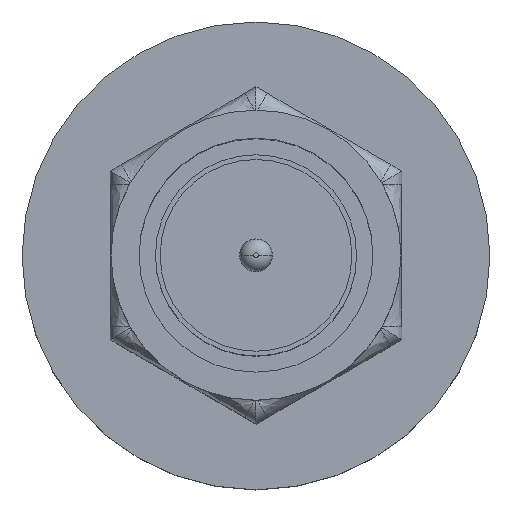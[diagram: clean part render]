
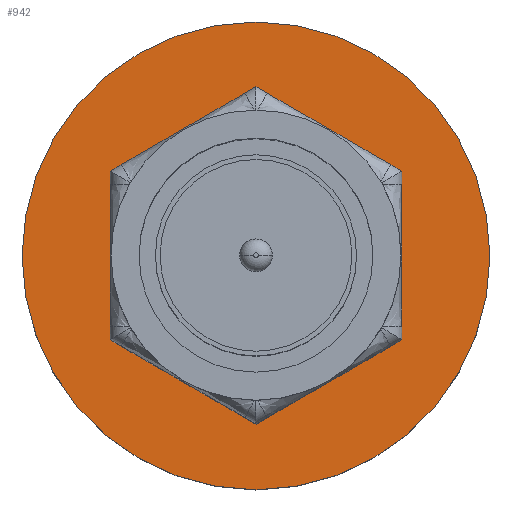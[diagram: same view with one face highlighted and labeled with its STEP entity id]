
A CAD part, top view. The second image highlights one B-rep face of the part: STEP entity #942.
In plain terms, the highlighted planar face has unit normal (0, 0, 1).
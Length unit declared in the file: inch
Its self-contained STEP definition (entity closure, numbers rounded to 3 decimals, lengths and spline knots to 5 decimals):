
#812 = ORIENTED_EDGE ( 'NONE', *, *, #1343, .T. ) ;
#942 = ADVANCED_FACE ( 'NONE', ( #2169 ), #3369, .T. ) ;
#1312 = VERTEX_POINT ( 'NONE', #2734 ) ;
#1343 = EDGE_CURVE ( 'NONE', #1312, #3667, #4977, .T. ) ;
#2129 = DIRECTION ( 'NONE',  ( 0., 0., 1. ) ) ;
#2169 = FACE_OUTER_BOUND ( 'NONE', #5271, .T. ) ;
#2734 = CARTESIAN_POINT ( 'NONE',  ( -0.25, 0., 0.12106 ) ) ;
#2883 = CARTESIAN_POINT ( 'NONE',  ( 0., 0., 0.12106 ) ) ;
#2973 = DIRECTION ( 'NONE',  ( 0., 0., 1. ) ) ;
#3302 = AXIS2_PLACEMENT_3D ( 'NONE', #2883, #4521, #5270 ) ;
#3369 = PLANE ( 'NONE',  #5064 ) ;
#3667 = VERTEX_POINT ( 'NONE', #4881 ) ;
#3804 = DIRECTION ( 'NONE',  ( 1., 0., 0. ) ) ;
#4152 = CIRCLE ( 'NONE', #3302, 0.25 ) ;
#4169 = DIRECTION ( 'NONE',  ( 1., 0., 0. ) ) ;
#4399 = ORIENTED_EDGE ( 'NONE', *, *, #4516, .T. ) ;
#4449 = CARTESIAN_POINT ( 'NONE',  ( 0., 0., 0.12106 ) ) ;
#4516 = EDGE_CURVE ( 'NONE', #3667, #1312, #4152, .T. ) ;
#4521 = DIRECTION ( 'NONE',  ( 0., 0., 1. ) ) ;
#4881 = CARTESIAN_POINT ( 'NONE',  ( 0.25, 0., 0.12106 ) ) ;
#4893 = AXIS2_PLACEMENT_3D ( 'NONE', #4449, #2129, #4169 ) ;
#4977 = CIRCLE ( 'NONE', #4893, 0.25 ) ;
#5014 = CARTESIAN_POINT ( 'NONE',  ( 0., 0., 0.12106 ) ) ;
#5064 = AXIS2_PLACEMENT_3D ( 'NONE', #5014, #2973, #3804 ) ;
#5270 = DIRECTION ( 'NONE',  ( 1., 0., 0. ) ) ;
#5271 = EDGE_LOOP ( 'NONE', ( #812, #4399 ) ) ;
